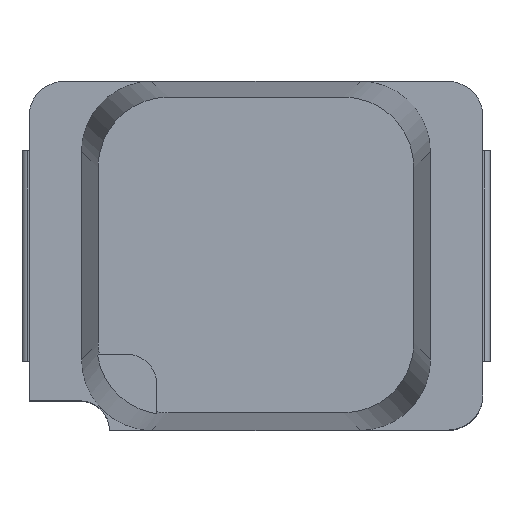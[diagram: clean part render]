
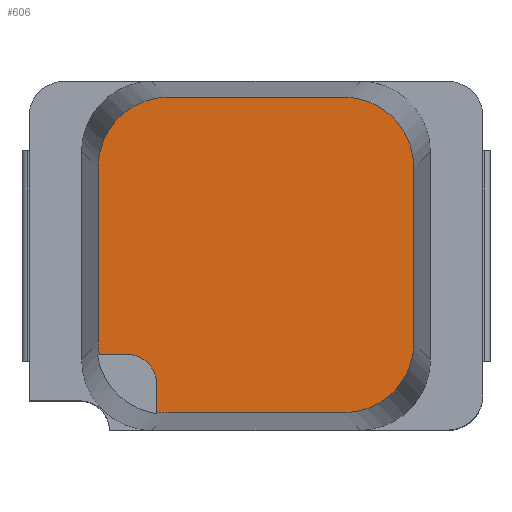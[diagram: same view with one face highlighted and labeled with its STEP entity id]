
A CAD part, top view. The second image highlights one B-rep face of the part: STEP entity #606.
In plain terms, the highlighted planar face has unit normal (0, 0, 1).
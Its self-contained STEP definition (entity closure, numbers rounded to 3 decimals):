
#46=CIRCLE('',#669,0.25);
#62=ELLIPSE('',#668,0.601,0.6);
#63=ELLIPSE('',#670,0.601,0.6);
#64=ELLIPSE('',#671,0.601,0.6);
#65=ELLIPSE('',#672,0.601,0.6);
#66=ELLIPSE('',#673,0.601,0.6);
#74=ORIENTED_EDGE('',*,*,#250,.T.);
#75=ORIENTED_EDGE('',*,*,#251,.T.);
#76=ORIENTED_EDGE('',*,*,#252,.F.);
#77=ORIENTED_EDGE('',*,*,#253,.F.);
#78=ORIENTED_EDGE('',*,*,#254,.F.);
#79=ORIENTED_EDGE('',*,*,#255,.T.);
#80=ORIENTED_EDGE('',*,*,#256,.T.);
#81=ORIENTED_EDGE('',*,*,#257,.T.);
#82=ORIENTED_EDGE('',*,*,#258,.T.);
#83=ORIENTED_EDGE('',*,*,#259,.T.);
#84=ORIENTED_EDGE('',*,*,#260,.T.);
#85=ORIENTED_EDGE('',*,*,#261,.T.);
#250=EDGE_CURVE('',#338,#339,#396,.F.);
#251=EDGE_CURVE('',#339,#340,#62,.T.);
#252=EDGE_CURVE('',#341,#340,#397,.T.);
#253=EDGE_CURVE('',#342,#341,#46,.T.);
#254=EDGE_CURVE('',#343,#342,#398,.T.);
#255=EDGE_CURVE('',#343,#344,#63,.T.);
#256=EDGE_CURVE('',#344,#345,#399,.F.);
#257=EDGE_CURVE('',#345,#346,#64,.T.);
#258=EDGE_CURVE('',#346,#347,#400,.F.);
#259=EDGE_CURVE('',#347,#348,#65,.T.);
#260=EDGE_CURVE('',#348,#349,#401,.F.);
#261=EDGE_CURVE('',#349,#338,#66,.T.);
#338=VERTEX_POINT('',#927);
#339=VERTEX_POINT('',#928);
#340=VERTEX_POINT('',#930);
#341=VERTEX_POINT('',#932);
#342=VERTEX_POINT('',#934);
#343=VERTEX_POINT('',#936);
#344=VERTEX_POINT('',#938);
#345=VERTEX_POINT('',#940);
#346=VERTEX_POINT('',#942);
#347=VERTEX_POINT('',#944);
#348=VERTEX_POINT('',#946);
#349=VERTEX_POINT('',#948);
#396=LINE('',#926,#456);
#397=LINE('',#931,#457);
#398=LINE('',#935,#458);
#399=LINE('',#939,#459);
#400=LINE('',#943,#460);
#401=LINE('',#947,#461);
#456=VECTOR('',#736,1000.);
#457=VECTOR('',#739,1000.);
#458=VECTOR('',#742,1000.);
#459=VECTOR('',#745,1000.);
#460=VECTOR('',#748,1000.);
#461=VECTOR('',#751,1000.);
#516=EDGE_LOOP('',(#74,#75,#76,#77,#78,#79,#80,#81,#82,#83,#84,#85));
#550=FACE_BOUND('',#516,.T.);
#584=PLANE('',#667);
#606=ADVANCED_FACE('',(#550),#584,.T.);
#667=AXIS2_PLACEMENT_3D('',#925,#734,#735);
#668=AXIS2_PLACEMENT_3D('',#929,#737,#738);
#669=AXIS2_PLACEMENT_3D('',#933,#740,#741);
#670=AXIS2_PLACEMENT_3D('',#937,#743,#744);
#671=AXIS2_PLACEMENT_3D('',#941,#746,#747);
#672=AXIS2_PLACEMENT_3D('',#945,#749,#750);
#673=AXIS2_PLACEMENT_3D('',#949,#752,#753);
#734=DIRECTION('',(0.,0.,1.));
#735=DIRECTION('',(1.,0.,0.));
#736=DIRECTION('',(0.,1.,0.));
#737=DIRECTION('',(0.,0.,1.));
#738=DIRECTION('',(0.707,0.707,0.));
#739=DIRECTION('',(-1.,0.,0.));
#740=DIRECTION('',(0.,0.,1.));
#741=DIRECTION('',(1.,0.,0.));
#742=DIRECTION('',(0.,1.,0.));
#743=DIRECTION('',(0.,0.,1.));
#744=DIRECTION('',(0.707,0.707,0.));
#745=DIRECTION('',(-1.,0.,0.));
#746=DIRECTION('',(0.,0.,1.));
#747=DIRECTION('',(0.707,-0.707,0.));
#748=DIRECTION('',(0.,-1.,0.));
#749=DIRECTION('',(0.,0.,1.));
#750=DIRECTION('',(-0.707,-0.707,0.));
#751=DIRECTION('',(1.,0.,0.));
#752=DIRECTION('',(0.,0.,1.));
#753=DIRECTION('',(0.707,-0.707,0.));
#925=CARTESIAN_POINT('',(-1.1,1.099,6.35));
#926=CARTESIAN_POINT('',(-1.349,0.,6.35));
#927=CARTESIAN_POINT('',(-1.349,0.749,6.35));
#928=CARTESIAN_POINT('',(-1.349,-0.749,6.35));
#929=CARTESIAN_POINT('',(-0.748,-0.748,6.35));
#930=CARTESIAN_POINT('',(-1.34,-0.85,6.35));
#931=CARTESIAN_POINT('',(-1.1,-0.85,6.35));
#932=CARTESIAN_POINT('',(-1.1,-0.85,6.35));
#933=CARTESIAN_POINT('',(-1.1,-1.1,6.35));
#934=CARTESIAN_POINT('',(-0.85,-1.1,6.35));
#935=CARTESIAN_POINT('',(-0.85,-1.35,6.35));
#936=CARTESIAN_POINT('',(-0.85,-1.34,6.35));
#937=CARTESIAN_POINT('',(-0.748,-0.748,6.35));
#938=CARTESIAN_POINT('',(-0.749,-1.349,6.35));
#939=CARTESIAN_POINT('',(0.,-1.349,6.35));
#940=CARTESIAN_POINT('',(0.749,-1.349,6.35));
#941=CARTESIAN_POINT('',(0.748,-0.748,6.35));
#942=CARTESIAN_POINT('',(1.349,-0.749,6.35));
#943=CARTESIAN_POINT('',(1.349,0.,6.35));
#944=CARTESIAN_POINT('',(1.349,0.749,6.35));
#945=CARTESIAN_POINT('',(0.748,0.748,6.35));
#946=CARTESIAN_POINT('',(0.749,1.349,6.35));
#947=CARTESIAN_POINT('',(0.,1.349,6.35));
#948=CARTESIAN_POINT('',(-0.749,1.349,6.35));
#949=CARTESIAN_POINT('',(-0.748,0.748,6.35));
